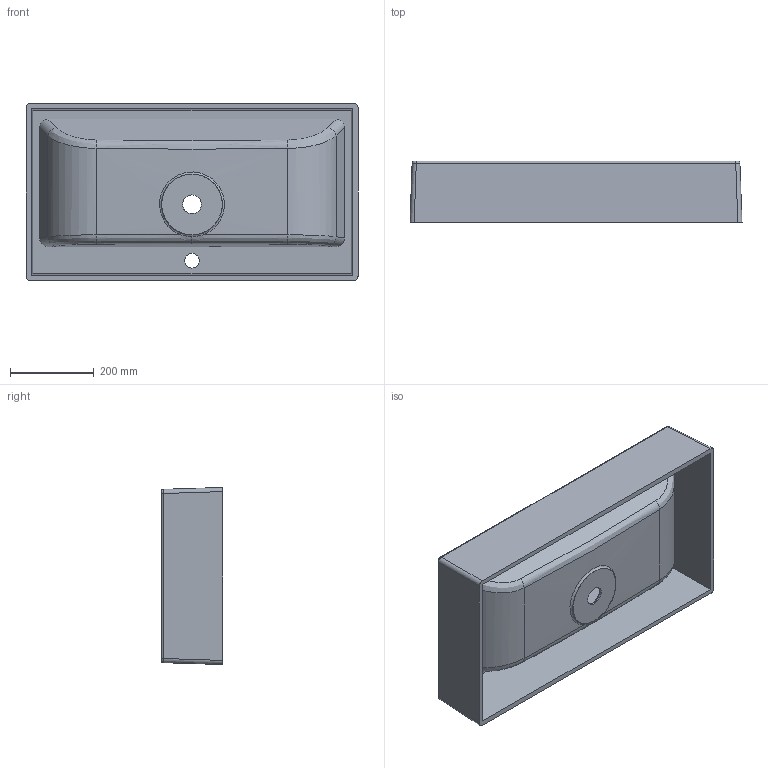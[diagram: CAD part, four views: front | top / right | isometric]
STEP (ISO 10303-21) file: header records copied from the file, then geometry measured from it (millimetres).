
FILE_DESCRIPTION (( 'STEP AP214' ), '1' );
FILE_NAME ('Oskar.STEP', '2019-12-04T09:48:30', ( '' ), ( '' ), 'SwSTEP 2.0', 'SolidWorks 2018', '' );
FILE_SCHEMA (( 'AUTOMOTIVE_DESIGN' ));
Length unit declared in the file: millimetre
Products named in the file (1): Oskar
Bounding box: 793.27 x 147 x 423.24 mm (x, y, z)
Volume: 9494806.8 mm3; surface area: 1602268.3 mm2
Topology: 1 solids, 1 shells, 82 faces, 195 edges, 118 vertices
Faces by surface type: cylinder 32, bspline 28, plane 20, cone 2
Entity records: 4711 total; most frequent: CARTESIAN_POINT 3060, ORIENTED_EDGE 390, DIRECTION 278, EDGE_CURVE 195, VERTEX_POINT 118, AXIS2_PLACEMENT_3D 101, EDGE_LOOP 91, FACE_OUTER_BOUND 82
